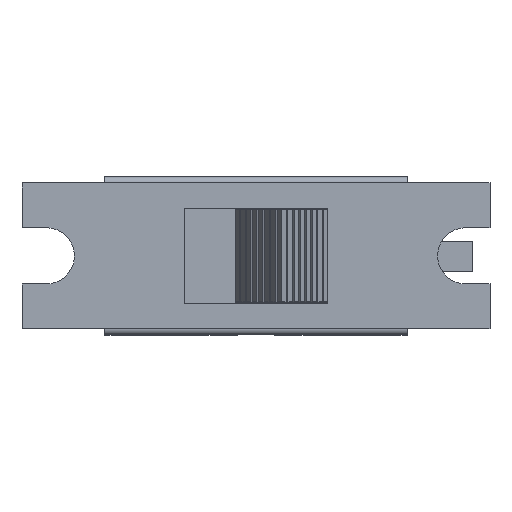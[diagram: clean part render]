
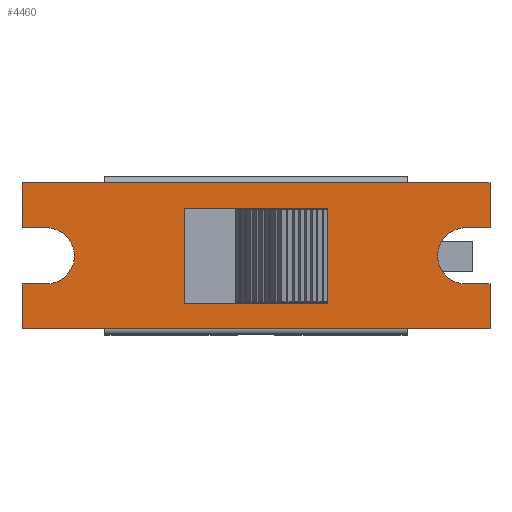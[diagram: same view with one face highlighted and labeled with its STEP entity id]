
A CAD part, top view. The second image highlights one B-rep face of the part: STEP entity #4460.
In plain terms, the highlighted planar face has unit normal (0, 0, 1).
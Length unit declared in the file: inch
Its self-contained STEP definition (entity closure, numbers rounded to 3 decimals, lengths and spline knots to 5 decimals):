
#109=FACE_BOUND('',#524,.T.);
#164=CIRCLE('',#4767,0.04626);
#165=CIRCLE('',#4768,0.04626);
#286=FACE_OUTER_BOUND('',#523,.T.);
#523=EDGE_LOOP('',(#3457,#3458,#3459,#3460,#3461,#3462,#3463,#3464,#3465,
#3466,#3467,#3468,#3469,#3470,#3471,#3472));
#524=EDGE_LOOP('',(#3473,#3474,#3475,#3476,#3477,#3478));
#839=LINE('',#7069,#1384);
#916=LINE('',#7278,#1461);
#921=LINE('',#7287,#1466);
#922=LINE('',#7289,#1467);
#923=LINE('',#7291,#1468);
#924=LINE('',#7295,#1469);
#925=LINE('',#7297,#1470);
#926=LINE('',#7298,#1471);
#927=LINE('',#7299,#1472);
#928=LINE('',#7301,#1473);
#929=LINE('',#7303,#1474);
#930=LINE('',#7305,#1475);
#931=LINE('',#7309,#1476);
#932=LINE('',#7311,#1477);
#933=LINE('',#7312,#1478);
#934=LINE('',#7315,#1479);
#935=LINE('',#7316,#1480);
#936=LINE('',#7318,#1481);
#937=LINE('',#7320,#1482);
#938=LINE('',#7321,#1483);
#1384=VECTOR('',#5314,0.3937);
#1461=VECTOR('',#5485,0.3937);
#1466=VECTOR('',#5494,0.3937);
#1467=VECTOR('',#5495,0.3937);
#1468=VECTOR('',#5496,0.3937);
#1469=VECTOR('',#5499,0.3937);
#1470=VECTOR('',#5500,0.3937);
#1471=VECTOR('',#5501,0.3937);
#1472=VECTOR('',#5502,0.3937);
#1473=VECTOR('',#5503,0.3937);
#1474=VECTOR('',#5504,0.3937);
#1475=VECTOR('',#5505,0.3937);
#1476=VECTOR('',#5508,0.3937);
#1477=VECTOR('',#5509,0.3937);
#1478=VECTOR('',#5510,0.3937);
#1479=VECTOR('',#5511,0.3937);
#1480=VECTOR('',#5512,0.3937);
#1481=VECTOR('',#5513,0.3937);
#1482=VECTOR('',#5514,0.3937);
#1483=VECTOR('',#5515,0.3937);
#1922=VERTEX_POINT('',#7063);
#1924=VERTEX_POINT('',#7067);
#1938=VERTEX_POINT('',#7097);
#1989=VERTEX_POINT('',#7216);
#2004=VERTEX_POINT('',#7258);
#2008=VERTEX_POINT('',#7274);
#2011=VERTEX_POINT('',#7286);
#2012=VERTEX_POINT('',#7288);
#2013=VERTEX_POINT('',#7290);
#2014=VERTEX_POINT('',#7292);
#2015=VERTEX_POINT('',#7294);
#2016=VERTEX_POINT('',#7296);
#2017=VERTEX_POINT('',#7300);
#2018=VERTEX_POINT('',#7302);
#2019=VERTEX_POINT('',#7304);
#2020=VERTEX_POINT('',#7306);
#2021=VERTEX_POINT('',#7308);
#2022=VERTEX_POINT('',#7310);
#2023=VERTEX_POINT('',#7313);
#2024=VERTEX_POINT('',#7314);
#2025=VERTEX_POINT('',#7317);
#2026=VERTEX_POINT('',#7319);
#2441=EDGE_CURVE('',#1922,#1924,#839,.T.);
#2544=EDGE_CURVE('',#1989,#2008,#916,.T.);
#2549=EDGE_CURVE('',#2011,#1989,#921,.T.);
#2550=EDGE_CURVE('',#2012,#2011,#922,.T.);
#2551=EDGE_CURVE('',#2013,#2012,#923,.T.);
#2552=EDGE_CURVE('',#2014,#2013,#164,.T.);
#2553=EDGE_CURVE('',#2015,#2014,#924,.T.);
#2554=EDGE_CURVE('',#2016,#2015,#925,.T.);
#2555=EDGE_CURVE('',#1938,#2016,#926,.T.);
#2556=EDGE_CURVE('',#2004,#1938,#927,.T.);
#2557=EDGE_CURVE('',#2017,#2004,#928,.T.);
#2558=EDGE_CURVE('',#2018,#2017,#929,.T.);
#2559=EDGE_CURVE('',#2019,#2018,#930,.T.);
#2560=EDGE_CURVE('',#2020,#2019,#165,.T.);
#2561=EDGE_CURVE('',#2021,#2020,#931,.T.);
#2562=EDGE_CURVE('',#2022,#2021,#932,.T.);
#2563=EDGE_CURVE('',#2008,#2022,#933,.T.);
#2564=EDGE_CURVE('',#2023,#2024,#934,.T.);
#2565=EDGE_CURVE('',#1922,#2024,#935,.T.);
#2566=EDGE_CURVE('',#1924,#2025,#936,.T.);
#2567=EDGE_CURVE('',#2025,#2026,#937,.T.);
#2568=EDGE_CURVE('',#2026,#2023,#938,.T.);
#3457=ORIENTED_EDGE('',*,*,#2544,.F.);
#3458=ORIENTED_EDGE('',*,*,#2549,.F.);
#3459=ORIENTED_EDGE('',*,*,#2550,.F.);
#3460=ORIENTED_EDGE('',*,*,#2551,.F.);
#3461=ORIENTED_EDGE('',*,*,#2552,.F.);
#3462=ORIENTED_EDGE('',*,*,#2553,.F.);
#3463=ORIENTED_EDGE('',*,*,#2554,.F.);
#3464=ORIENTED_EDGE('',*,*,#2555,.F.);
#3465=ORIENTED_EDGE('',*,*,#2556,.F.);
#3466=ORIENTED_EDGE('',*,*,#2557,.F.);
#3467=ORIENTED_EDGE('',*,*,#2558,.F.);
#3468=ORIENTED_EDGE('',*,*,#2559,.F.);
#3469=ORIENTED_EDGE('',*,*,#2560,.F.);
#3470=ORIENTED_EDGE('',*,*,#2561,.F.);
#3471=ORIENTED_EDGE('',*,*,#2562,.F.);
#3472=ORIENTED_EDGE('',*,*,#2563,.F.);
#3473=ORIENTED_EDGE('',*,*,#2564,.T.);
#3474=ORIENTED_EDGE('',*,*,#2565,.F.);
#3475=ORIENTED_EDGE('',*,*,#2441,.T.);
#3476=ORIENTED_EDGE('',*,*,#2566,.T.);
#3477=ORIENTED_EDGE('',*,*,#2567,.T.);
#3478=ORIENTED_EDGE('',*,*,#2568,.T.);
#4229=PLANE('',#4766);
#4460=ADVANCED_FACE('',(#286,#109),#4229,.T.);
#4766=AXIS2_PLACEMENT_3D('',#7285,#5492,#5493);
#4767=AXIS2_PLACEMENT_3D('',#7293,#5497,#5498);
#4768=AXIS2_PLACEMENT_3D('',#7307,#5506,#5507);
#5314=DIRECTION('',(0.,-1.,0.));
#5485=DIRECTION('',(1.,0.,0.));
#5492=DIRECTION('center_axis',(0.,0.,
1.));
#5493=DIRECTION('ref_axis',(1.,0.,0.));
#5494=DIRECTION('',(1.,0.,0.));
#5495=DIRECTION('',(0.,1.,0.));
#5496=DIRECTION('',(-1.,0.,0.));
#5497=DIRECTION('center_axis',(0.,0.,
1.));
#5498=DIRECTION('ref_axis',(0.,-1.,0.));
#5499=DIRECTION('',(1.,0.,0.));
#5500=DIRECTION('',(0.,1.,0.));
#5501=DIRECTION('',(-1.,0.,0.));
#5502=DIRECTION('',(-1.,0.,0.));
#5503=DIRECTION('',(-1.,0.,0.));
#5504=DIRECTION('',(0.,-1.,0.));
#5505=DIRECTION('',(1.,0.,0.));
#5506=DIRECTION('center_axis',(0.,0.,
1.));
#5507=DIRECTION('ref_axis',(0.,1.,0.));
#5508=DIRECTION('',(-1.,0.,0.));
#5509=DIRECTION('',(0.,-1.,0.));
#5510=DIRECTION('',(1.,0.,0.));
#5511=DIRECTION('',(0.,-1.,0.));
#5512=DIRECTION('',(0.,1.,0.));
#5513=DIRECTION('',(-1.,0.,0.));
#5514=DIRECTION('',(0.,1.,0.));
#5515=DIRECTION('',(1.,0.,0.));
#7063=CARTESIAN_POINT('',(0.11811,-0.07598,0.25));
#7067=CARTESIAN_POINT('',(0.11811,-0.07874,0.25));
#7069=CARTESIAN_POINT('',(0.11811,0.03937,0.25));
#7097=CARTESIAN_POINT('',(-0.25,-0.12008,0.25));
#7216=CARTESIAN_POINT('',(-0.25,0.12008,0.25));
#7258=CARTESIAN_POINT('',(0.25,-0.12008,0.25));
#7274=CARTESIAN_POINT('',(0.25,0.12008,0.25));
#7278=CARTESIAN_POINT('',(-0.125,0.12008,0.25));
#7285=CARTESIAN_POINT('Origin',(0.,0.,
0.25));
#7286=CARTESIAN_POINT('',(-0.38504,0.12008,0.25));
#7287=CARTESIAN_POINT('',(-0.38504,0.12008,0.25));
#7288=CARTESIAN_POINT('',(-0.38504,0.04626,0.25));
#7289=CARTESIAN_POINT('',(-0.38504,0.04626,0.25));
#7290=CARTESIAN_POINT('',(-0.34508,0.04626,0.25));
#7291=CARTESIAN_POINT('',(-0.34508,0.04626,0.25));
#7292=CARTESIAN_POINT('',(-0.34508,-0.04626,0.25));
#7293=CARTESIAN_POINT('Origin',(-0.34508,0.,
0.25));
#7294=CARTESIAN_POINT('',(-0.38504,-0.04626,0.25));
#7295=CARTESIAN_POINT('',(-0.38504,-0.04626,0.25));
#7296=CARTESIAN_POINT('',(-0.38504,-0.12008,0.25));
#7297=CARTESIAN_POINT('',(-0.38504,-0.12008,0.25));
#7298=CARTESIAN_POINT('',(-0.25,-0.12008,0.25));
#7299=CARTESIAN_POINT('',(0.125,-0.12008,0.25));
#7300=CARTESIAN_POINT('',(0.38504,-0.12008,0.25));
#7301=CARTESIAN_POINT('',(0.38504,-0.12008,0.25));
#7302=CARTESIAN_POINT('',(0.38504,-0.04626,0.25));
#7303=CARTESIAN_POINT('',(0.38504,-0.04626,0.25));
#7304=CARTESIAN_POINT('',(0.34508,-0.04626,0.25));
#7305=CARTESIAN_POINT('',(0.34508,-0.04626,0.25));
#7306=CARTESIAN_POINT('',(0.34508,0.04626,0.25));
#7307=CARTESIAN_POINT('Origin',(0.34508,0.,0.25));
#7308=CARTESIAN_POINT('',(0.38504,0.04626,0.25));
#7309=CARTESIAN_POINT('',(0.38504,0.04626,0.25));
#7310=CARTESIAN_POINT('',(0.38504,0.12008,0.25));
#7311=CARTESIAN_POINT('',(0.38504,0.12008,0.25));
#7312=CARTESIAN_POINT('',(0.25,0.12008,0.25));
#7313=CARTESIAN_POINT('',(0.11811,0.07874,0.25));
#7314=CARTESIAN_POINT('',(0.11811,0.07598,0.25));
#7315=CARTESIAN_POINT('',(0.11811,0.03937,0.25));
#7316=CARTESIAN_POINT('',(0.11811,0.03799,0.25));
#7317=CARTESIAN_POINT('',(-0.11811,-0.07874,0.25));
#7318=CARTESIAN_POINT('',(0.05906,-0.07874,0.25));
#7319=CARTESIAN_POINT('',(-0.11811,0.07874,0.25));
#7320=CARTESIAN_POINT('',(-0.11811,-0.03937,0.25));
#7321=CARTESIAN_POINT('',(-0.05906,0.07874,0.25));
